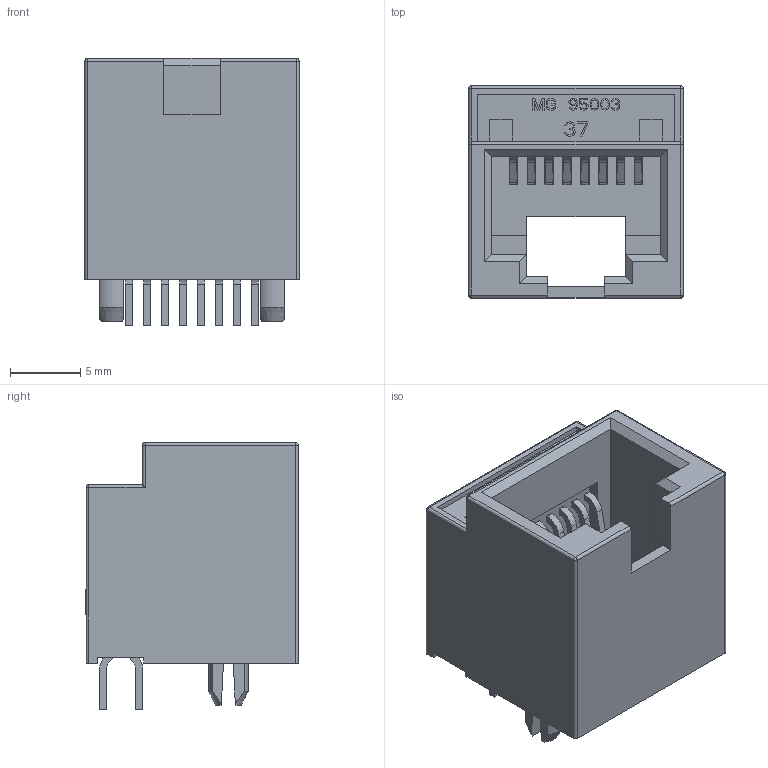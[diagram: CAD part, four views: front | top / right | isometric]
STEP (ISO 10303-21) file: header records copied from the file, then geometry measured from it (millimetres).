
FILE_DESCRIPTION((''),'2;1');
FILE_NAME('RJ45-TH_955032881','2022-11-30T16:47:21',('win'),(''),'CREO PARAMETRIC BY PTC INC, 2020033','CREO PARAMETRIC BY PTC INC, 2020033','');
FILE_SCHEMA(('AUTOMOTIVE_DESIGN { 1 0 10303 214 1 1 1 1 }'));
Length unit declared in the file: millimetre
Products named in the file (1): RJ45-TH_955032881
Bounding box: 15.24 x 15.09 x 19 mm (x, y, z)
Volume: 1765.2 mm3; surface area: 2481.6 mm2
Topology: 1 solids, 1 shells, 939 faces, 2646 edges, 1754 vertices
Faces by surface type: plane 764, cylinder 92, extrusion 73, sphere 6, cone 4
Entity records: 37390 total; most frequent: CARTESIAN_POINT 6372, ORIENTED_EDGE 5292, DIRECTION 4471, EDGE_CURVE 2646, VECTOR 2371, LINE 2298, VERTEX_POINT 1754, AXIS2_PLACEMENT_3D 1050
